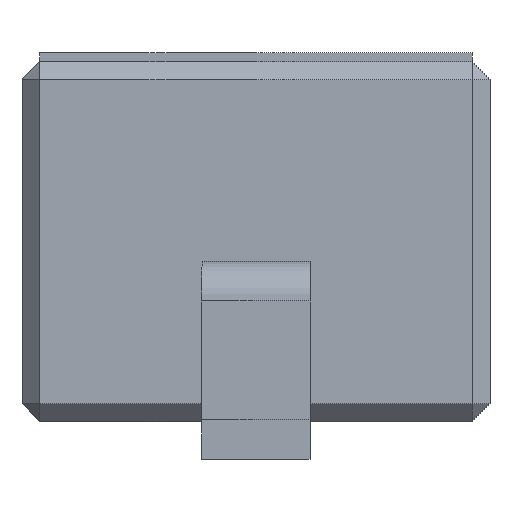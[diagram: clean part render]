
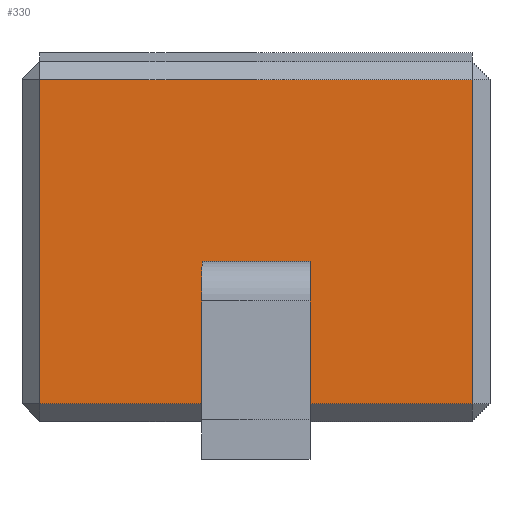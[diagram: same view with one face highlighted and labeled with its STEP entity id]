
A CAD part, left-side view. The second image highlights one B-rep face of the part: STEP entity #330.
In plain terms, the highlighted planar face has unit normal (-1, 0, 0).
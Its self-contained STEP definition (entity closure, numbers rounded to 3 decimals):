
#13=DIRECTION('',(0.,0.,1.));
#14=DIRECTION('',(1.,0.,0.));
#28=VECTOR('',#13,1.);
#35=VECTOR('',#36,1.);
#36=DIRECTION('',(0.,1.,0.));
#144=CARTESIAN_POINT('',(-0.85,-0.65,1.));
#193=VERTEX_POINT('',#194);
#194=CARTESIAN_POINT('',(-0.85,-0.6,1.));
#200=EDGE_CURVE('',#193,#201,#203,.T.);
#201=VERTEX_POINT('',#202);
#202=CARTESIAN_POINT('',(-0.85,0.6,1.));
#203=LINE('',#144,#35);
#254=CARTESIAN_POINT('',(-0.85,-0.65,0.1));
#257=CARTESIAN_POINT('',(-0.85,-0.65,0.05));
#330=ADVANCED_FACE('',(#331,#349),#379,.F.);
#331=FACE_BOUND('',#332,.F.);
#332=EDGE_LOOP('',(#333,#339,#344,#348));
#333=ORIENTED_EDGE('',*,*,#334,.F.);
#334=EDGE_CURVE('',#335,#193,#337,.T.);
#335=VERTEX_POINT('',#336);
#336=CARTESIAN_POINT('',(-0.85,-0.6,0.1));
#337=LINE('',#338,#28);
#338=CARTESIAN_POINT('',(-0.85,-0.6,0.05));
#339=ORIENTED_EDGE('',*,*,#340,.T.);
#340=EDGE_CURVE('',#335,#341,#343,.T.);
#341=VERTEX_POINT('',#342);
#342=CARTESIAN_POINT('',(-0.85,0.6,0.1));
#343=LINE('',#254,#35);
#344=ORIENTED_EDGE('',*,*,#345,.T.);
#345=EDGE_CURVE('',#341,#201,#346,.T.);
#346=LINE('',#347,#28);
#347=CARTESIAN_POINT('',(-0.85,0.6,0.05));
#348=ORIENTED_EDGE('',*,*,#200,.F.);
#349=FACE_BOUND('',#350,.F.);
#350=EDGE_LOOP('',(#351,#361,#367,#373));
#351=ORIENTED_EDGE('',*,*,#352,.T.);
#352=EDGE_CURVE('',#353,#355,#357,.T.);
#353=VERTEX_POINT('',#354);
#354=CARTESIAN_POINT('',(-0.85,0.15,0.385));
#355=VERTEX_POINT('',#356);
#356=CARTESIAN_POINT('',(-0.85,-0.15,0.385));
#357=LINE('',#358,#359);
#358=CARTESIAN_POINT('',(-0.85,-0.25,0.385));
#359=VECTOR('',#360,1.);
#360=DIRECTION('',(0.,-1.,0.));
#361=ORIENTED_EDGE('',*,*,#362,.T.);
#362=EDGE_CURVE('',#355,#363,#365,.T.);
#363=VERTEX_POINT('',#364);
#364=CARTESIAN_POINT('',(-0.85,-0.15,0.495));
#365=LINE('',#366,#28);
#366=CARTESIAN_POINT('',(-0.85,-0.15,-0.003));
#367=ORIENTED_EDGE('',*,*,#368,.T.);
#368=EDGE_CURVE('',#363,#369,#371,.T.);
#369=VERTEX_POINT('',#370);
#370=CARTESIAN_POINT('',(-0.85,0.15,0.495));
#371=LINE('',#372,#35);
#372=CARTESIAN_POINT('',(-0.85,-0.4,0.495));
#373=ORIENTED_EDGE('',*,*,#374,.T.);
#374=EDGE_CURVE('',#369,#353,#375,.T.);
#375=LINE('',#376,#377);
#376=CARTESIAN_POINT('',(-0.85,0.15,0.053));
#377=VECTOR('',#378,1.);
#378=DIRECTION('',(0.,0.,-1.));
#379=PLANE('',#380);
#380=AXIS2_PLACEMENT_3D('',#257,#14,#13);
